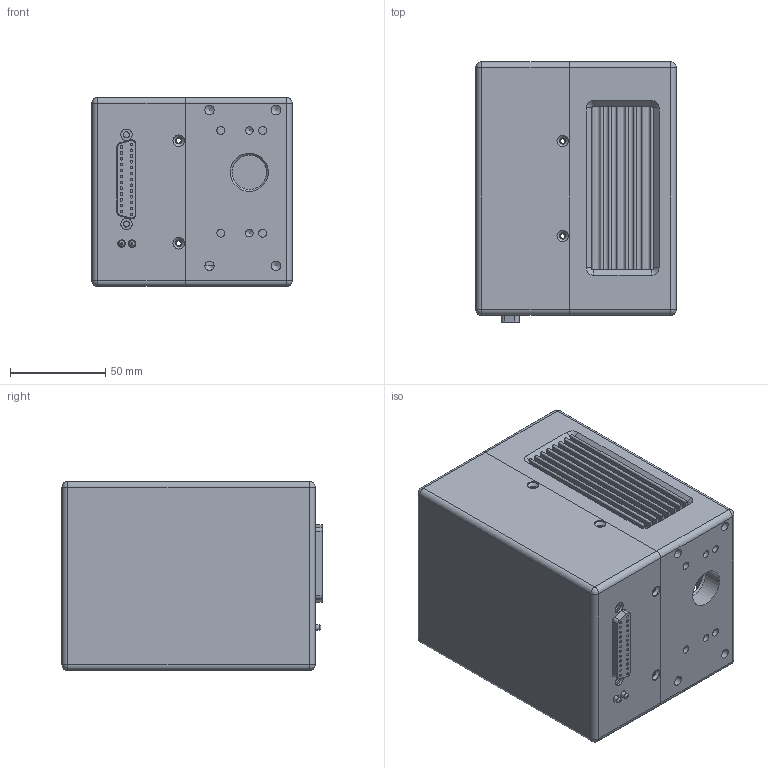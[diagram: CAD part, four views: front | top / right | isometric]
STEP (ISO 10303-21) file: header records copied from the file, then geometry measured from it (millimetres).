
FILE_DESCRIPTION (( 'STEP AP203' ), '1' );
FILE_NAME ('C.FT.05.0011-PROSCAN（1064）.STEP', '2020-12-03T07:28:35', ( 'Windows 用户' ), ( '' ), 'SwSTEP 2.0', 'SolidWorks 2016', '' );
FILE_SCHEMA (( 'CONFIG_CONTROL_DESIGN' ));
Length unit declared in the file: millimetre
Products named in the file (1): C.FT.05.0011-PROSCAN（1064）
Bounding box: 105.4 x 136.9 x 99.3 mm (x, y, z)
Volume: 394864.8 mm3; surface area: 190251.5 mm2
Topology: 9 solids, 9 shells, 524 faces, 1376 edges, 870 vertices
Faces by surface type: cylinder 247, plane 212, cone 43, bspline 12, sphere 8, torus 2
Full cylindrical faces by diameter (mm): 1.3 x25, 2.4 x4, 2.5 x12, 2.9 x2, 3.05 x2, 3.2 x2, 3.3 x12, 3.4 x4, 3.8 x2, 4 x4, 4.2 x4, 5 x4, 6 x14, 20 x1, 78 x1, 79.5 x1
Entity records: 16114 total; most frequent: CARTESIAN_POINT 3212, DIRECTION 2753, ORIENTED_EDGE 2438, EDGE_CURVE 1219, AXIS2_PLACEMENT_3D 1050, VERTEX_POINT 847, EDGE_LOOP 796, VECTOR 653
